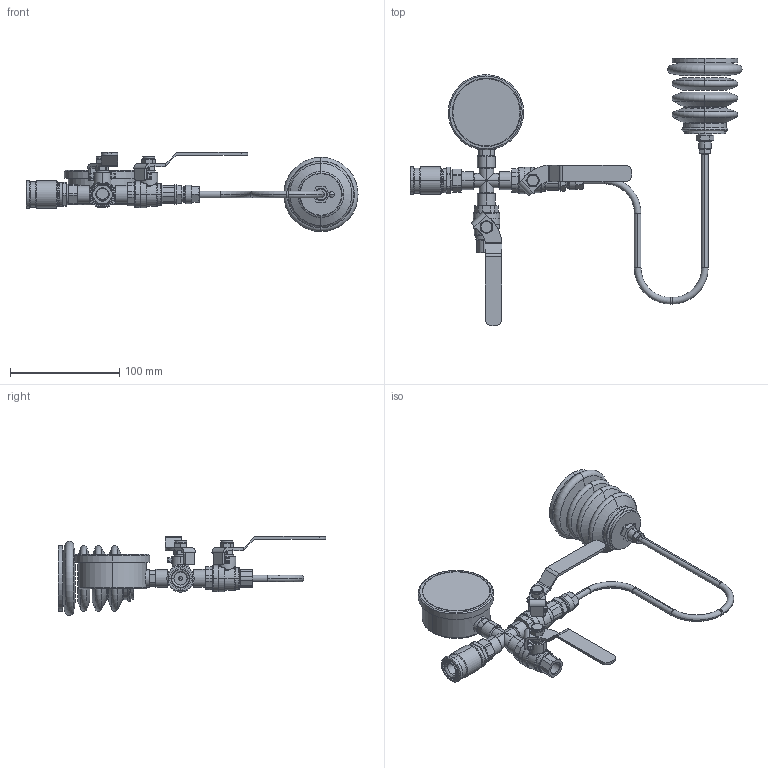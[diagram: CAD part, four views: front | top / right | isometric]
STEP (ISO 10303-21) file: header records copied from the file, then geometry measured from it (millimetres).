
FILE_DESCRIPTION (( 'STEP AP214' ), '1' );
FILE_NAME ('NV-P_19435.STEP', '2015-07-24T06:02:04', ( 'Admin1' ), ( '' ), 'SwSTEP 2.0', 'SolidWorks 2014', '' );
FILE_SCHEMA (( 'AUTOMOTIVE_DESIGN' ));
Length unit declared in the file: millimetre
Products named in the file (1): NV-P_19435
Bounding box: 304 x 245 x 72.5 mm (x, y, z)
Surface area: 78813.8 mm2 (no closed solid volume)
Topology: 0 solids, 21 shells, 728 faces, 2037 edges, 1290 vertices
Faces by surface type: cylinder 249, plane 221, torus 109, cone 84, bspline 55, sphere 10
Entity records: 35140 total; most frequent: CARTESIAN_POINT 8991, DIRECTION 3875, ORIENTED_EDGE 3586, EDGE_CURVE 2004, AXIS2_PLACEMENT_3D 1545, VERTEX_POINT 1287, CIRCLE 871, EDGE_LOOP 803
